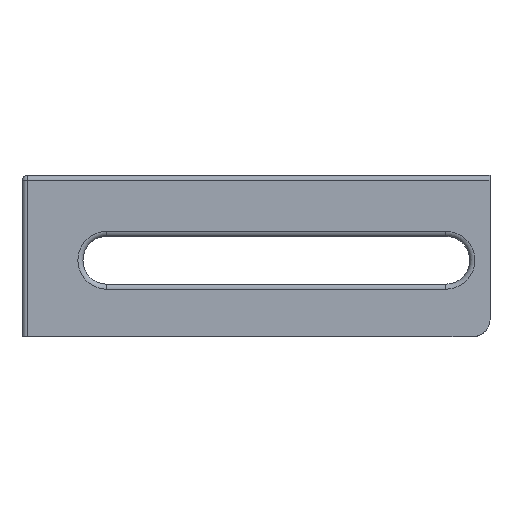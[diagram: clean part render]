
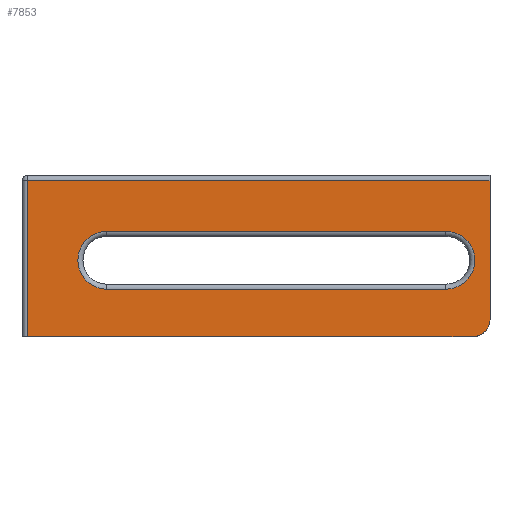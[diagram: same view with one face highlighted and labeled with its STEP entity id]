
A CAD part, front view. The second image highlights one B-rep face of the part: STEP entity #7853.
In plain terms, the highlighted planar face has unit normal (0, -1, 0).
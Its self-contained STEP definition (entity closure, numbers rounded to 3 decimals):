
#95 = AXIS2_PLACEMENT_3D ( 'NONE', #3821, #15124, #5449 ) ;
#383 = LINE ( 'NONE', #16047, #17086 ) ;
#956 = VERTEX_POINT ( 'NONE', #1433 ) ;
#1433 = CARTESIAN_POINT ( 'NONE',  ( 250., 0., -32.925 ) ) ;
#1686 = CIRCLE ( 'NONE', #17908, 17.075 ) ;
#2071 = VERTEX_POINT ( 'NONE', #17480 ) ;
#2363 = AXIS2_PLACEMENT_3D ( 'NONE', #4434, #15739, #6067 ) ;
#2381 = VERTEX_POINT ( 'NONE', #3886 ) ;
#2398 = DIRECTION ( 'NONE',  ( 1., 0., 0. ) ) ;
#2599 = ORIENTED_EDGE ( 'NONE', *, *, #13315, .T. ) ;
#3390 = LINE ( 'NONE', #6163, #20541 ) ;
#3694 = EDGE_CURVE ( 'NONE', #20186, #8523, #12932, .T. ) ;
#3821 = CARTESIAN_POINT ( 'NONE',  ( 266., 0., -85. ) ) ;
#3886 = CARTESIAN_POINT ( 'NONE',  ( 3., 0., -95. ) ) ;
#4328 = VECTOR ( 'NONE', #14643, 1000. ) ;
#4434 = CARTESIAN_POINT ( 'NONE',  ( 50., 0., -50. ) ) ;
#4593 = ORIENTED_EDGE ( 'NONE', *, *, #10732, .T. ) ;
#4598 = CARTESIAN_POINT ( 'NONE',  ( 276., 0., -3. ) ) ;
#4814 = CARTESIAN_POINT ( 'NONE',  ( 266., 0., -95. ) ) ;
#4943 = EDGE_CURVE ( 'NONE', #8523, #10643, #14907, .T. ) ;
#4979 = LINE ( 'NONE', #17849, #20599 ) ;
#5256 = ORIENTED_EDGE ( 'NONE', *, *, #18331, .T. ) ;
#5449 = DIRECTION ( 'NONE',  ( 0., 0., -1. ) ) ;
#5515 = EDGE_LOOP ( 'NONE', ( #17170, #7647, #19691, #5256 ) ) ;
#5564 = DIRECTION ( 'NONE',  ( 1., 0., 0. ) ) ;
#5806 = CARTESIAN_POINT ( 'NONE',  ( 50., 0., -32.925 ) ) ;
#6067 = DIRECTION ( 'NONE',  ( 0., 0., -1. ) ) ;
#6163 = CARTESIAN_POINT ( 'NONE',  ( 0., 0., -3. ) ) ;
#6781 = CARTESIAN_POINT ( 'NONE',  ( 250., 0., -50. ) ) ;
#6852 = CIRCLE ( 'NONE', #95, 10. ) ;
#7301 = CARTESIAN_POINT ( 'NONE',  ( 0., 0., -95. ) ) ;
#7624 = EDGE_CURVE ( 'NONE', #15381, #17335, #4979, .T. ) ;
#7647 = ORIENTED_EDGE ( 'NONE', *, *, #4943, .T. ) ;
#7853 = ADVANCED_FACE ( 'NONE', ( #18895, #14098 ), #16770, .T. ) ;
#8400 = DIRECTION ( 'NONE',  ( 0., 0., -1. ) ) ;
#8523 = VERTEX_POINT ( 'NONE', #13824 ) ;
#8770 = DIRECTION ( 'NONE',  ( 0., 0., -1. ) ) ;
#9065 = EDGE_LOOP ( 'NONE', ( #4593, #9593, #19968, #2599, #17101 ) ) ;
#9363 = CARTESIAN_POINT ( 'NONE',  ( 276., 0., -85. ) ) ;
#9488 = VECTOR ( 'NONE', #5564, 1000. ) ;
#9593 = ORIENTED_EDGE ( 'NONE', *, *, #9667, .T. ) ;
#9667 = EDGE_CURVE ( 'NONE', #2071, #2381, #383, .T. ) ;
#9685 = VERTEX_POINT ( 'NONE', #4814 ) ;
#10313 = CARTESIAN_POINT ( 'NONE',  ( 0., 0., -95. ) ) ;
#10643 = VERTEX_POINT ( 'NONE', #5806 ) ;
#10732 = EDGE_CURVE ( 'NONE', #17335, #2071, #3390, .T. ) ;
#11232 = DIRECTION ( 'NONE',  ( 0., 0., -1. ) ) ;
#11402 = CARTESIAN_POINT ( 'NONE',  ( 50., 0., -67.075 ) ) ;
#12932 = LINE ( 'NONE', #11402, #4328 ) ;
#13026 = LINE ( 'NONE', #7301, #14027 ) ;
#13315 = EDGE_CURVE ( 'NONE', #9685, #15381, #6852, .T. ) ;
#13605 = CARTESIAN_POINT ( 'NONE',  ( 250., 0., -32.925 ) ) ;
#13777 = LINE ( 'NONE', #13605, #9488 ) ;
#13824 = CARTESIAN_POINT ( 'NONE',  ( 50., 0., -67.075 ) ) ;
#14027 = VECTOR ( 'NONE', #2398, 1000. ) ;
#14098 = FACE_OUTER_BOUND ( 'NONE', #9065, .T. ) ;
#14643 = DIRECTION ( 'NONE',  ( -1., 0., 0. ) ) ;
#14907 = CIRCLE ( 'NONE', #2363, 17.075 ) ;
#15041 = CARTESIAN_POINT ( 'NONE',  ( 250., 0., -67.075 ) ) ;
#15124 = DIRECTION ( 'NONE',  ( 0., -1., 0. ) ) ;
#15381 = VERTEX_POINT ( 'NONE', #9363 ) ;
#15739 = DIRECTION ( 'NONE',  ( 0., 1., 0. ) ) ;
#16047 = CARTESIAN_POINT ( 'NONE',  ( 3., 0., -95. ) ) ;
#16770 = PLANE ( 'NONE',  #17089 ) ;
#17086 = VECTOR ( 'NONE', #11232, 1000. ) ;
#17089 = AXIS2_PLACEMENT_3D ( 'NONE', #10313, #18449, #8770 ) ;
#17101 = ORIENTED_EDGE ( 'NONE', *, *, #7624, .T. ) ;
#17170 = ORIENTED_EDGE ( 'NONE', *, *, #3694, .T. ) ;
#17335 = VERTEX_POINT ( 'NONE', #4598 ) ;
#17480 = CARTESIAN_POINT ( 'NONE',  ( 3., 0., -3. ) ) ;
#17849 = CARTESIAN_POINT ( 'NONE',  ( 276., 0., -95. ) ) ;
#17908 = AXIS2_PLACEMENT_3D ( 'NONE', #6781, #18100, #8400 ) ;
#18100 = DIRECTION ( 'NONE',  ( 0., 1., 0. ) ) ;
#18331 = EDGE_CURVE ( 'NONE', #956, #20186, #1686, .T. ) ;
#18449 = DIRECTION ( 'NONE',  ( 0., -1., 0. ) ) ;
#18895 = FACE_BOUND ( 'NONE', #5515, .T. ) ;
#18935 = DIRECTION ( 'NONE',  ( -1., 0., 0. ) ) ;
#19408 = EDGE_CURVE ( 'NONE', #10643, #956, #13777, .T. ) ;
#19450 = DIRECTION ( 'NONE',  ( 0., 0., 1. ) ) ;
#19691 = ORIENTED_EDGE ( 'NONE', *, *, #19408, .T. ) ;
#19802 = EDGE_CURVE ( 'NONE', #2381, #9685, #13026, .T. ) ;
#19968 = ORIENTED_EDGE ( 'NONE', *, *, #19802, .T. ) ;
#20186 = VERTEX_POINT ( 'NONE', #15041 ) ;
#20541 = VECTOR ( 'NONE', #18935, 1000. ) ;
#20599 = VECTOR ( 'NONE', #19450, 1000. ) ;
